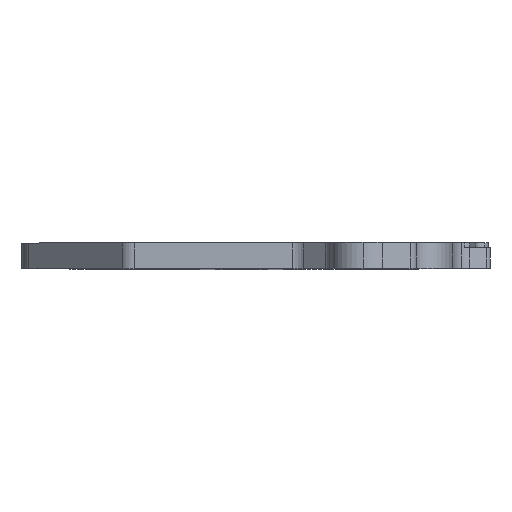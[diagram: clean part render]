
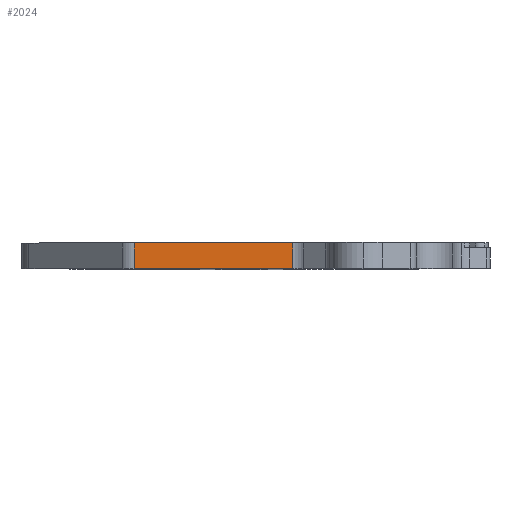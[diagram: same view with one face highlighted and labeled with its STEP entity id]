
A CAD part, top view. The second image highlights one B-rep face of the part: STEP entity #2024.
In plain terms, the highlighted planar face has unit normal (0, 0, 1).
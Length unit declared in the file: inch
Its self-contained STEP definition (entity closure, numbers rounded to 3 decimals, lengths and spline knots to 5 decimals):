
#77 = VECTOR ( 'NONE', #4792, 39.37008 ) ;
#536 = CARTESIAN_POINT ( 'NONE',  ( 0., 0., 0.49213 ) ) ;
#776 = DIRECTION ( 'NONE',  ( 0., 1., 0. ) ) ;
#956 = ORIENTED_EDGE ( 'NONE', *, *, #5904, .T. ) ;
#1064 = VERTEX_POINT ( 'NONE', #1885 ) ;
#1074 = FACE_OUTER_BOUND ( 'NONE', #2397, .T. ) ;
#1158 = EDGE_CURVE ( 'NONE', #1064, #6424, #6249, .T. ) ;
#1588 = EDGE_CURVE ( 'NONE', #5014, #1064, #2270, .T. ) ;
#1664 = DIRECTION ( 'NONE',  ( 1., 0., 0. ) ) ;
#1885 = CARTESIAN_POINT ( 'NONE',  ( -0.52047, 0.125, 0.49213 ) ) ;
#1914 = VECTOR ( 'NONE', #1664, 39.37008 ) ;
#1964 = ORIENTED_EDGE ( 'NONE', *, *, #2841, .T. ) ;
#1975 = CARTESIAN_POINT ( 'NONE',  ( -0.52047, 0., 0.49213 ) ) ;
#2024 = ADVANCED_FACE ( 'NONE', ( #1074 ), #4677, .T. ) ;
#2181 = LINE ( 'NONE', #536, #1914 ) ;
#2270 = LINE ( 'NONE', #3387, #4431 ) ;
#2397 = EDGE_LOOP ( 'NONE', ( #4831, #956, #1964, #6565 ) ) ;
#2495 = CARTESIAN_POINT ( 'NONE',  ( 0.24693, 0., 0.49213 ) ) ;
#2737 = CARTESIAN_POINT ( 'NONE',  ( 0.24693, 0.125, 0.49213 ) ) ;
#2841 = EDGE_CURVE ( 'NONE', #4579, #6424, #4015, .T. ) ;
#3387 = CARTESIAN_POINT ( 'NONE',  ( -0.52047, -1.69537, 0.49213 ) ) ;
#3667 = CARTESIAN_POINT ( 'NONE',  ( 0., 0.125, 0.49213 ) ) ;
#4015 = LINE ( 'NONE', #6074, #5424 ) ;
#4431 = VECTOR ( 'NONE', #776, 39.37008 ) ;
#4579 = VERTEX_POINT ( 'NONE', #2495 ) ;
#4677 = PLANE ( 'NONE',  #5721 ) ;
#4750 = CARTESIAN_POINT ( 'NONE',  ( -0.48425, 0., 0.49213 ) ) ;
#4792 = DIRECTION ( 'NONE',  ( 1., 0., 0. ) ) ;
#4831 = ORIENTED_EDGE ( 'NONE', *, *, #1588, .F. ) ;
#5014 = VERTEX_POINT ( 'NONE', #1975 ) ;
#5424 = VECTOR ( 'NONE', #5577, 39.37008 ) ;
#5577 = DIRECTION ( 'NONE',  ( 0., 1., 0. ) ) ;
#5721 = AXIS2_PLACEMENT_3D ( 'NONE', #4750, #6676, #6205 ) ;
#5904 = EDGE_CURVE ( 'NONE', #5014, #4579, #2181, .T. ) ;
#6074 = CARTESIAN_POINT ( 'NONE',  ( 0.24693, 0., 0.49213 ) ) ;
#6205 = DIRECTION ( 'NONE',  ( 1., 0., 0. ) ) ;
#6249 = LINE ( 'NONE', #3667, #77 ) ;
#6424 = VERTEX_POINT ( 'NONE', #2737 ) ;
#6565 = ORIENTED_EDGE ( 'NONE', *, *, #1158, .F. ) ;
#6676 = DIRECTION ( 'NONE',  ( 0., 0., 1. ) ) ;
